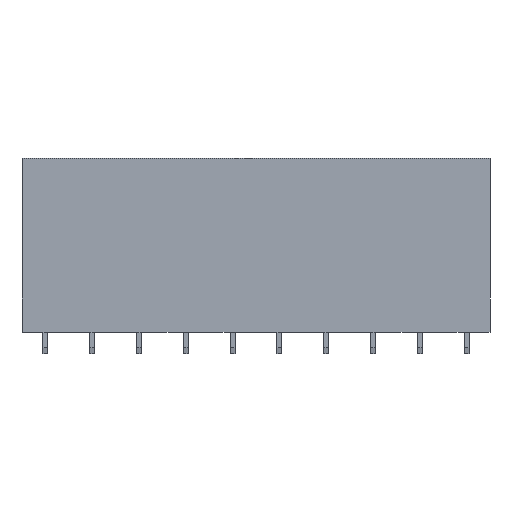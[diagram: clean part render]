
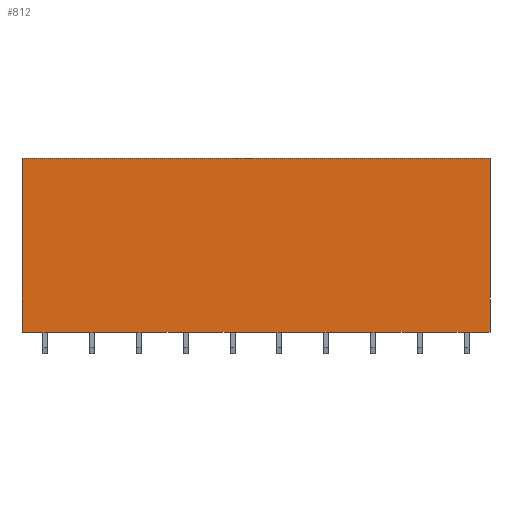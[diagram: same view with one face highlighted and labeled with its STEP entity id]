
A CAD part, front view. The second image highlights one B-rep face of the part: STEP entity #812.
In plain terms, the highlighted planar face has unit normal (0, -1, 0).
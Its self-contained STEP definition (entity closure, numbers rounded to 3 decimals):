
#785=AXIS2_PLACEMENT_3D('Plane Axis2P3D',#782,#783,#784) ;
#80=CARTESIAN_POINT('Vertex',(76.2,0.,3.5)) ;
#83=CARTESIAN_POINT('Line Origine',(38.1,0.,3.5)) ;
#87=CARTESIAN_POINT('Vertex',(0.,0.,3.5)) ;
#782=CARTESIAN_POINT('Axis2P3D Location',(0.,0.,31.8)) ;
#787=CARTESIAN_POINT('Line Origine',(76.2,0.,17.65)) ;
#791=CARTESIAN_POINT('Vertex',(76.2,0.,31.8)) ;
#794=CARTESIAN_POINT('Line Origine',(38.1,0.,31.8)) ;
#798=CARTESIAN_POINT('Vertex',(0.,0.,31.8)) ;
#801=CARTESIAN_POINT('Line Origine',(0.,0.,17.65)) ;
#84=DIRECTION('Vector Direction',(1.,0.,0.)) ;
#783=DIRECTION('Axis2P3D Direction',(0.,-1.,0.)) ;
#784=DIRECTION('Axis2P3D XDirection',(0.,-0.,-1.)) ;
#788=DIRECTION('Vector Direction',(0.,0.,-1.)) ;
#795=DIRECTION('Vector Direction',(1.,0.,0.)) ;
#802=DIRECTION('Vector Direction',(0.,0.,-1.)) ;
#85=VECTOR('Line Direction',#84,1.) ;
#789=VECTOR('Line Direction',#788,1.) ;
#796=VECTOR('Line Direction',#795,1.) ;
#803=VECTOR('Line Direction',#802,1.) ;
#807=ORIENTED_EDGE('',*,*,#793,.T.) ;
#808=ORIENTED_EDGE('',*,*,#800,.F.) ;
#809=ORIENTED_EDGE('',*,*,#805,.F.) ;
#810=ORIENTED_EDGE('',*,*,#89,.T.) ;
#812=ADVANCED_FACE('HOUSING',(#811),#786,.T.) ;
#89=EDGE_CURVE('',#88,#81,#86,.T.) ;
#793=EDGE_CURVE('',#81,#792,#790,.F.) ;
#800=EDGE_CURVE('',#799,#792,#797,.T.) ;
#805=EDGE_CURVE('',#88,#799,#804,.F.) ;
#806=EDGE_LOOP('',(#807,#808,#809,#810)) ;
#811=FACE_OUTER_BOUND('',#806,.T.) ;
#86=LINE('Line',#83,#85) ;
#790=LINE('Line',#787,#789) ;
#797=LINE('Line',#794,#796) ;
#804=LINE('Line',#801,#803) ;
#786=PLANE('',#785) ;
#81=VERTEX_POINT('',#80) ;
#88=VERTEX_POINT('',#87) ;
#792=VERTEX_POINT('',#791) ;
#799=VERTEX_POINT('',#798) ;
